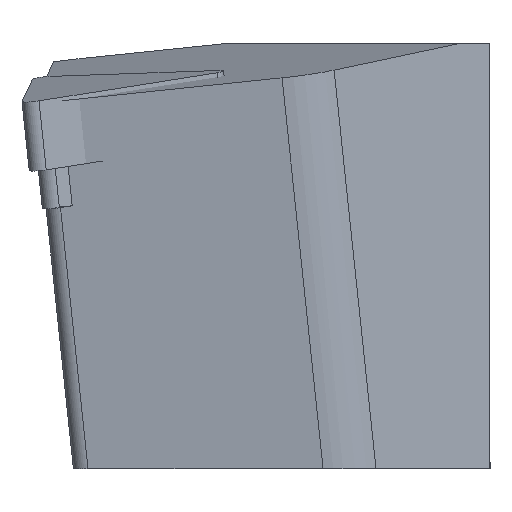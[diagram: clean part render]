
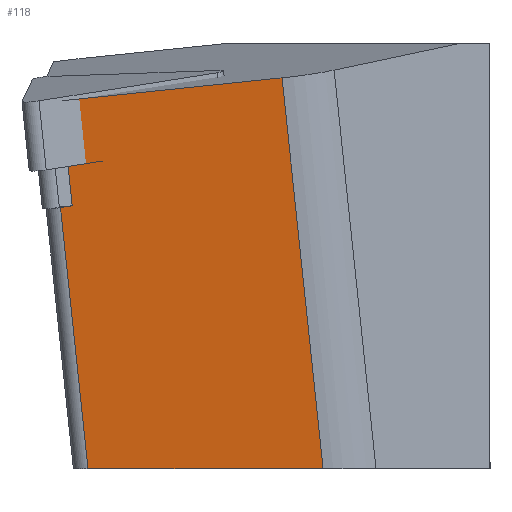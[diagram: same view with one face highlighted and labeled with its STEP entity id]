
A CAD part, left-side view. The second image highlights one B-rep face of the part: STEP entity #118.
In plain terms, the highlighted planar face has unit normal (-0.995, 0, -0.105).
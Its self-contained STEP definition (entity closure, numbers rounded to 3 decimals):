
#118=ADVANCED_FACE('',(#180),#152,.F.);
#152=PLANE('',#740);
#180=FACE_OUTER_BOUND('',#215,.T.);
#215=EDGE_LOOP('',(#454,#455,#456,#457,#458,#459,#460));
#239=LINE('',#962,#311);
#252=LINE('',#994,#324);
#257=LINE('',#1008,#329);
#277=LINE('',#1046,#349);
#278=LINE('',#1048,#350);
#279=LINE('',#1049,#351);
#280=LINE('',#1051,#352);
#311=VECTOR('',#782,1.);
#324=VECTOR('',#805,1.);
#329=VECTOR('',#816,1.);
#349=VECTOR('',#854,1.);
#350=VECTOR('',#855,1.);
#351=VECTOR('',#856,1.);
#352=VECTOR('',#857,1.);
#454=ORIENTED_EDGE('',*,*,#662,.F.);
#455=ORIENTED_EDGE('',*,*,#636,.F.);
#456=ORIENTED_EDGE('',*,*,#642,.F.);
#457=ORIENTED_EDGE('',*,*,#663,.T.);
#458=ORIENTED_EDGE('',*,*,#620,.F.);
#459=ORIENTED_EDGE('',*,*,#664,.T.);
#460=ORIENTED_EDGE('',*,*,#665,.T.);
#562=VERTEX_POINT('',#961);
#563=VERTEX_POINT('',#963);
#575=VERTEX_POINT('',#991);
#576=VERTEX_POINT('',#993);
#582=VERTEX_POINT('',#1007);
#592=VERTEX_POINT('',#1047);
#593=VERTEX_POINT('',#1050);
#620=EDGE_CURVE('',#562,#563,#239,.T.);
#636=EDGE_CURVE('',#576,#575,#252,.T.);
#642=EDGE_CURVE('',#582,#576,#257,.T.);
#662=EDGE_CURVE('',#575,#592,#277,.T.);
#663=EDGE_CURVE('',#582,#563,#278,.T.);
#664=EDGE_CURVE('',#562,#593,#279,.T.);
#665=EDGE_CURVE('',#593,#592,#280,.T.);
#740=AXIS2_PLACEMENT_3D('',#1052,#858,#859);
#782=DIRECTION('',(-0.011,-0.995,0.103));
#805=DIRECTION('',(-0.105,0.104,0.989));
#816=DIRECTION('',(0.,1.,0.));
#854=DIRECTION('',(-0.011,-0.995,0.103));
#855=DIRECTION('',(-0.105,0.104,0.989));
#856=DIRECTION('',(0.105,-0.104,-0.989));
#857=DIRECTION('',(0.105,-0.104,-0.989));
#858=DIRECTION('',(0.994,0.,0.105));
#859=DIRECTION('',(0.105,0.,-0.994));
#961=CARTESIAN_POINT('',(1.482,29.256,0.088));
#962=CARTESIAN_POINT('',(1.491,30.056,0.005));
#963=CARTESIAN_POINT('',(1.317,14.19,1.654));
#991=CARTESIAN_POINT('',(2.248,29.303,-7.156));
#993=CARTESIAN_POINT('',(4.134,27.428,-25.));
#994=CARTESIAN_POINT('',(6.686,24.889,-49.152));
#1007=CARTESIAN_POINT('',(4.134,11.388,-25.));
#1008=CARTESIAN_POINT('',(4.134,24.889,-25.));
#1046=CARTESIAN_POINT('',(2.248,29.303,-7.156));
#1047=CARTESIAN_POINT('',(2.239,28.503,-7.073));
#1048=CARTESIAN_POINT('',(6.513,9.023,-47.503));
#1049=CARTESIAN_POINT('',(-5.563,36.263,66.757));
#1050=CARTESIAN_POINT('',(1.949,28.792,-4.324));
#1051=CARTESIAN_POINT('',(-5.563,36.263,66.757));
#1052=CARTESIAN_POINT('',(6.686,24.889,-49.152));
